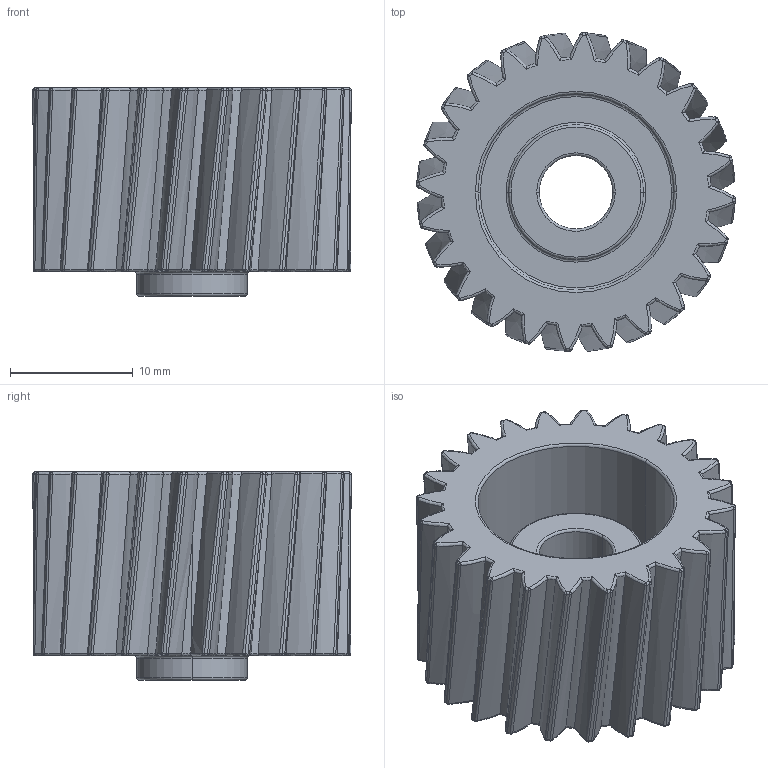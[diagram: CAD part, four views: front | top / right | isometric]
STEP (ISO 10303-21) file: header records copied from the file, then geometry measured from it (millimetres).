
FILE_DESCRIPTION (( 'STEP AP203' ), '1' );
FILE_NAME ('Moby-RH-4_Défaut_sldprt.STEP', '2019-11-01T12:18:29', ( '' ), ( '' ), 'SwSTEP 2.0', 'SolidWorks 2017', '' );
FILE_SCHEMA (( 'CONFIG_CONTROL_DESIGN' ));
Length unit declared in the file: millimetre
Products named in the file (1): Moby-RH-4_Défaut_sldprt
Bounding box: 25.98 x 25.98 x 17 mm (x, y, z)
Volume: 4985.6 mm3; surface area: 3776.4 mm2
Topology: 1 solids, 1 shells, 479 faces, 1150 edges, 660 vertices
Faces by surface type: bspline 264, sphere 112, torus 65, cylinder 33, plane 5
Entity records: 20586 total; most frequent: CARTESIAN_POINT 11793, ORIENTED_EDGE 2204, DIRECTION 1373, EDGE_CURVE 1102, AXIS2_PLACEMENT_3D 682, VERTEX_POINT 628, B_SPLINE_CURVE_WITH_KNOTS 577, EDGE_LOOP 484
